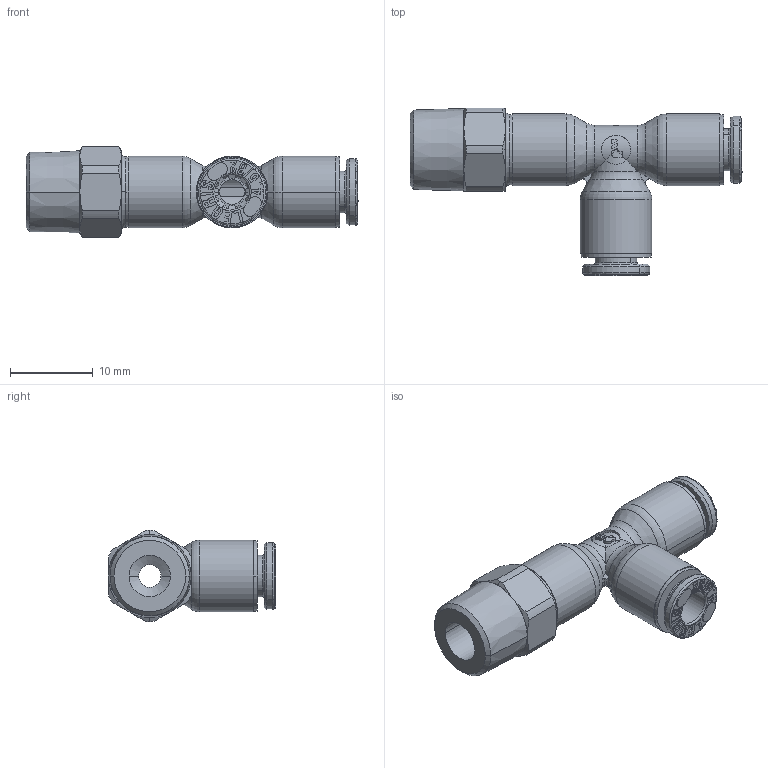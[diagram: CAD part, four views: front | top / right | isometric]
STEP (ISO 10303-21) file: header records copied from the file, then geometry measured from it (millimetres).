
FILE_DESCRIPTION(('STEP AP214'),'1');
FILE_NAME('6803_04_10.stp','2016-07-07T14:39:40',('TraceParts'),('TraceParts S.A.'),'Spatial InterOp 3D',' ',' ');
FILE_SCHEMA(('automotive_design'));
Length unit declared in the file: millimetre
Products named in the file (13): 6803 04 10|44104-64_ASM_676#44104-64_ASM|44104-26_672#44104-26;Solide1; 6803 04 10|44104-64_ASM_676#44104-64_ASM|44104_673#44104;Solide1; 6803 04 10|44104-64_ASM_676#44104-64_ASM|44104-27_674#44104-27;Solide1; 6803 04 10|44104-64_ASM_676#44104-64_ASM|44124-20_675#44124-20;Solide1; 6803 04 10|44104-64_ASM_679#44104-64_ASM|44104-26_672#44104-26;Solide1; 6803 04 10|44104-64_ASM_679#44104-64_ASM|44104_673#44104;Solide1; 6803 04 10|44104-64_ASM_679#44104-64_ASM|44104-27_674#44104-27;Solide1; 6803 04 10|44104-64_ASM_679#44104-64_ASM|44124-20_675#44124-20;Solide1; 6803 04 10|44524-04_670#44524-04;Solide1; 6803 04 10|44104-11-10_ASS_671#44104-11-10_ASS;Solide1; 6803 04 10|44310-14-69_677#44310-14-69;Solide1; 6803 04 10|44104-11-10_ASS_678#44104-11-10_ASS;Solide1; 6803 04 10|44104-11-10_ASS_680#44104-11-10_ASS;Solide1
Bounding box: 40.04 x 20.19 x 11 mm (x, y, z)
Volume: 2102.6 mm3; surface area: 4186.5 mm2
Topology: 13 solids, 13 shells, 1416 faces, 3696 edges, 2336 vertices
Faces by surface type: plane 425, bspline 334, cylinder 273, torus 212, cone 164, sphere 8
Full cylindrical faces by diameter (mm): 1 x1, 2 x1, 3 x1, 4.08 x1, 6.99 x3, 7 x3, 7.32 x3, 8.65 x2
Entity records: 63023 total; most frequent: CARTESIAN_POINT 17911, ORIENTED_EDGE 7298, DIRECTION 6651, EDGE_CURVE 3649, AXIS2_PLACEMENT_3D 2594, VERTEX_POINT 2334, EDGE_LOOP 1519, LINE 1463
